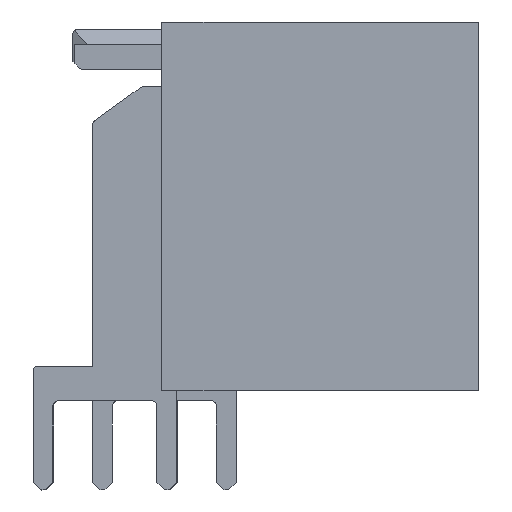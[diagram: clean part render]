
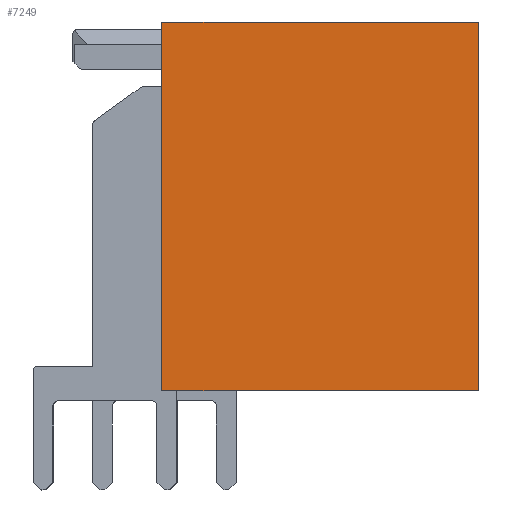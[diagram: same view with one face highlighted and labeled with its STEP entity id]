
A CAD part, front view. The second image highlights one B-rep face of the part: STEP entity #7249.
In plain terms, the highlighted planar face has unit normal (0, -1, 0).
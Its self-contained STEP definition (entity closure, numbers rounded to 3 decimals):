
#677=ORIENTED_EDGE('',*,*,#2723,.F.);
#678=ORIENTED_EDGE('',*,*,#2510,.F.);
#679=ORIENTED_EDGE('',*,*,#2724,.F.);
#680=ORIENTED_EDGE('',*,*,#2725,.F.);
#2510=EDGE_CURVE('',#3572,#3573,#4276,.T.);
#2723=EDGE_CURVE('',#3573,#3716,#4483,.T.);
#2724=EDGE_CURVE('',#3717,#3572,#4484,.T.);
#2725=EDGE_CURVE('',#3716,#3717,#4485,.T.);
#3572=VERTEX_POINT('',#10383);
#3573=VERTEX_POINT('',#10385);
#3716=VERTEX_POINT('',#10787);
#3717=VERTEX_POINT('',#10789);
#4276=LINE('',#10384,#5292);
#4483=LINE('',#10786,#5499);
#4484=LINE('',#10788,#5500);
#4485=LINE('',#10790,#5501);
#5292=VECTOR('',#8299,1000.);
#5499=VECTOR('',#8610,1000.);
#5500=VECTOR('',#8611,1000.);
#5501=VECTOR('',#8612,1000.);
#6144=EDGE_LOOP('',(#677,#678,#679,#680));
#6530=FACE_BOUND('',#6144,.T.);
#6906=PLANE('',#7666);
#7249=ADVANCED_FACE('',(#6530),#6906,.F.);
#7666=AXIS2_PLACEMENT_3D('',#10785,#8608,#8609);
#8299=DIRECTION('',(1.,0.,0.));
#8608=DIRECTION('',(0.,1.,0.));
#8609=DIRECTION('',(0.,0.,1.));
#8610=DIRECTION('',(0.,0.,-1.));
#8611=DIRECTION('',(0.,0.,1.));
#8612=DIRECTION('',(-1.,0.,0.));
#10383=CARTESIAN_POINT('',(-7.45,0.,6.4));
#10384=CARTESIAN_POINT('',(-7.45,0.,6.4));
#10385=CARTESIAN_POINT('',(7.45,0.,6.4));
#10785=CARTESIAN_POINT('',(0.,0.,0.));
#10786=CARTESIAN_POINT('',(7.45,0.,6.4));
#10787=CARTESIAN_POINT('',(7.45,0.,-6.4));
#10788=CARTESIAN_POINT('',(-7.45,0.,-6.4));
#10789=CARTESIAN_POINT('',(-7.45,0.,-6.4));
#10790=CARTESIAN_POINT('',(7.45,0.,-6.4));
